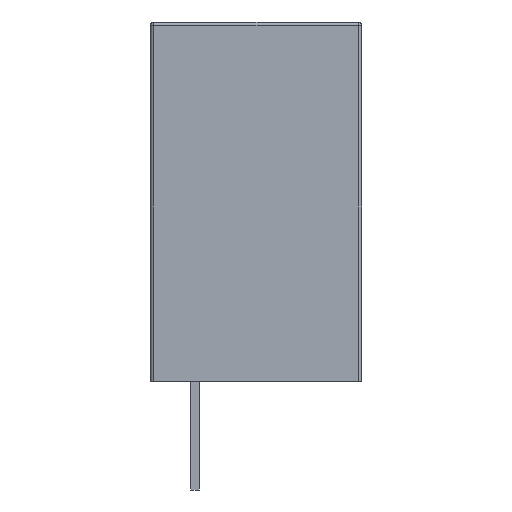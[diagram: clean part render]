
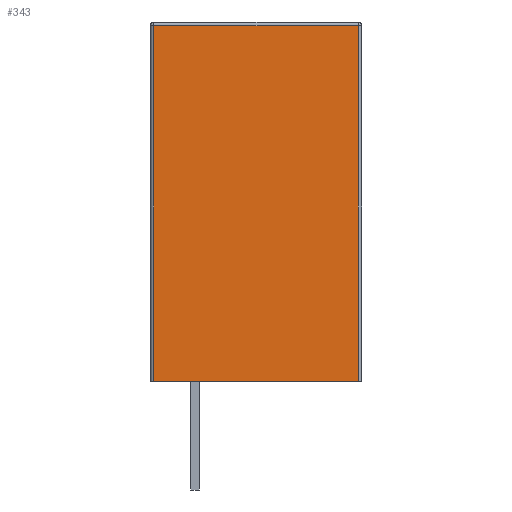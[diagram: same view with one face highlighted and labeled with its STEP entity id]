
A CAD part, left-side view. The second image highlights one B-rep face of the part: STEP entity #343.
In plain terms, the highlighted planar face has unit normal (-1, 0, 0).
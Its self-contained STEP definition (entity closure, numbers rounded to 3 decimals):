
#343 = ADVANCED_FACE( '', ( #868 ), #869, .F. );
#868 = FACE_OUTER_BOUND( '', #1576, .T. );
#869 = PLANE( '', #1577 );
#1576 = EDGE_LOOP( '', ( #2884, #2885, #2886, #2887 ) );
#1577 = AXIS2_PLACEMENT_3D( '', #2888, #2889, #2890 );
#2884 = ORIENTED_EDGE( '', *, *, #5003, .T. );
#2885 = ORIENTED_EDGE( '', *, *, #4788, .T. );
#2886 = ORIENTED_EDGE( '', *, *, #5018, .T. );
#2887 = ORIENTED_EDGE( '', *, *, #5019, .T. );
#2888 = CARTESIAN_POINT( '', ( -9.8, 3., 4.845 ) );
#2889 = DIRECTION( '', ( 1., 0., 0. ) );
#2890 = DIRECTION( '', ( 0., 0., -1. ) );
#4788 = EDGE_CURVE( '', #5651, #5648, #5652, .T. );
#5003 = EDGE_CURVE( '', #6019, #5651, #6022, .F. );
#5018 = EDGE_CURVE( '', #5648, #6042, #6043, .T. );
#5019 = EDGE_CURVE( '', #6042, #6019, #6044, .F. );
#5648 = VERTEX_POINT( '', #7273 );
#5651 = VERTEX_POINT( '', #7276 );
#5652 = LINE( '', #7277, #7278 );
#6019 = VERTEX_POINT( '', #8312 );
#6022 = LINE( '', #8315, #8316 );
#6042 = VERTEX_POINT( '', #8366 );
#6043 = LINE( '', #8367, #8368 );
#6044 = LINE( '', #8369, #8370 );
#7273 = CARTESIAN_POINT( '', ( -9.8, 2.9, -5.355 ) );
#7276 = CARTESIAN_POINT( '', ( -9.8, 2.9, 4.745 ) );
#7277 = CARTESIAN_POINT( '', ( -9.8, 2.9, 4.845 ) );
#7278 = VECTOR( '', #9620, 1000. );
#8312 = CARTESIAN_POINT( '', ( -9.8, -2.9, 4.745 ) );
#8315 = CARTESIAN_POINT( '', ( -9.8, 3., 4.745 ) );
#8316 = VECTOR( '', #9672, 1000. );
#8366 = CARTESIAN_POINT( '', ( -9.8, -2.9, -5.355 ) );
#8367 = CARTESIAN_POINT( '', ( -9.8, 3., -5.355 ) );
#8368 = VECTOR( '', #9679, 1000. );
#8369 = CARTESIAN_POINT( '', ( -9.8, -2.9, 4.845 ) );
#8370 = VECTOR( '', #9680, 1000. );
#9620 = DIRECTION( '', ( 0., 0., -1. ) );
#9672 = DIRECTION( '', ( 0., -1., 0. ) );
#9679 = DIRECTION( '', ( 0., -1., 0. ) );
#9680 = DIRECTION( '', ( 0., 0., -1. ) );
